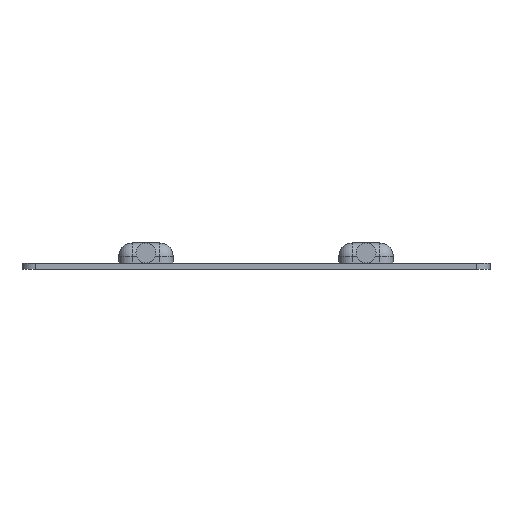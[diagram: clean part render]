
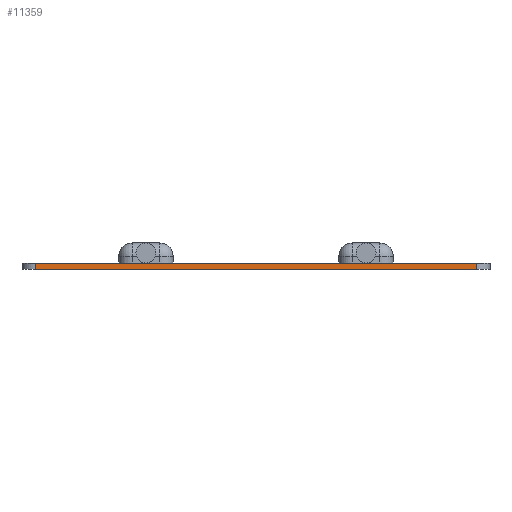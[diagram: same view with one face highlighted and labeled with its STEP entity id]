
A CAD part, left-side view. The second image highlights one B-rep face of the part: STEP entity #11359.
In plain terms, the highlighted planar face has unit normal (-1, 0, 0).
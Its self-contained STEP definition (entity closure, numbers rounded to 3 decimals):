
#441 = CARTESIAN_POINT ( 'NONE',  ( -56.754, 35.18, 0.9 ) ) ;
#664 = EDGE_CURVE ( 'NONE', #9764, #3810, #6166, .T. ) ;
#1386 = DIRECTION ( 'NONE',  ( 0., 1., 0. ) ) ;
#1575 = EDGE_CURVE ( 'NONE', #11342, #3810, #2464, .T. ) ;
#1691 = DIRECTION ( 'NONE',  ( 0., -1., 0. ) ) ;
#2464 = LINE ( 'NONE', #3879, #4944 ) ;
#2520 = VECTOR ( 'NONE', #5456, 1000. ) ;
#2798 = LINE ( 'NONE', #4500, #2520 ) ;
#3447 = DIRECTION ( 'NONE',  ( 0., -1., 0. ) ) ;
#3526 = EDGE_CURVE ( 'NONE', #8340, #9764, #2798, .T. ) ;
#3810 = VERTEX_POINT ( 'NONE', #11501 ) ;
#3879 = CARTESIAN_POINT ( 'NONE',  ( -56.754, -30.82, 0.9 ) ) ;
#4002 = EDGE_CURVE ( 'NONE', #8340, #11342, #4417, .T. ) ;
#4417 = LINE ( 'NONE', #8220, #9136 ) ;
#4436 = ORIENTED_EDGE ( 'NONE', *, *, #664, .T. ) ;
#4500 = CARTESIAN_POINT ( 'NONE',  ( -56.754, 35.18, 0.9 ) ) ;
#4944 = VECTOR ( 'NONE', #10469, 1000. ) ;
#5170 = AXIS2_PLACEMENT_3D ( 'NONE', #441, #7010, #1386 ) ;
#5456 = DIRECTION ( 'NONE',  ( 0., 0., -1. ) ) ;
#6166 = LINE ( 'NONE', #11837, #10880 ) ;
#6376 = ORIENTED_EDGE ( 'NONE', *, *, #3526, .T. ) ;
#7010 = DIRECTION ( 'NONE',  ( 1., 0., 0. ) ) ;
#7184 = ORIENTED_EDGE ( 'NONE', *, *, #4002, .F. ) ;
#7234 = CARTESIAN_POINT ( 'NONE',  ( -56.754, 35.18, 0. ) ) ;
#7900 = CARTESIAN_POINT ( 'NONE',  ( -56.754, -30.82, 0.9 ) ) ;
#8220 = CARTESIAN_POINT ( 'NONE',  ( -56.754, 35.18, 0.9 ) ) ;
#8340 = VERTEX_POINT ( 'NONE', #11640 ) ;
#9136 = VECTOR ( 'NONE', #1691, 1000. ) ;
#9764 = VERTEX_POINT ( 'NONE', #7234 ) ;
#10345 = ORIENTED_EDGE ( 'NONE', *, *, #1575, .F. ) ;
#10469 = DIRECTION ( 'NONE',  ( 0., 0., -1. ) ) ;
#10833 = FACE_OUTER_BOUND ( 'NONE', #11097, .T. ) ;
#10880 = VECTOR ( 'NONE', #3447, 1000. ) ;
#11097 = EDGE_LOOP ( 'NONE', ( #4436, #10345, #7184, #6376 ) ) ;
#11342 = VERTEX_POINT ( 'NONE', #7900 ) ;
#11359 = ADVANCED_FACE ( 'NONE', ( #10833 ), #11648, .F. ) ;
#11501 = CARTESIAN_POINT ( 'NONE',  ( -56.754, -30.82, 0. ) ) ;
#11640 = CARTESIAN_POINT ( 'NONE',  ( -56.754, 35.18, 0.9 ) ) ;
#11648 = PLANE ( 'NONE',  #5170 ) ;
#11837 = CARTESIAN_POINT ( 'NONE',  ( -56.754, 35.18, 0. ) ) ;
